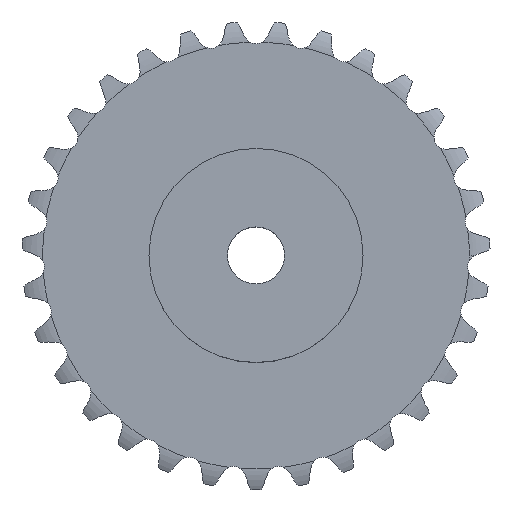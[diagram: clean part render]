
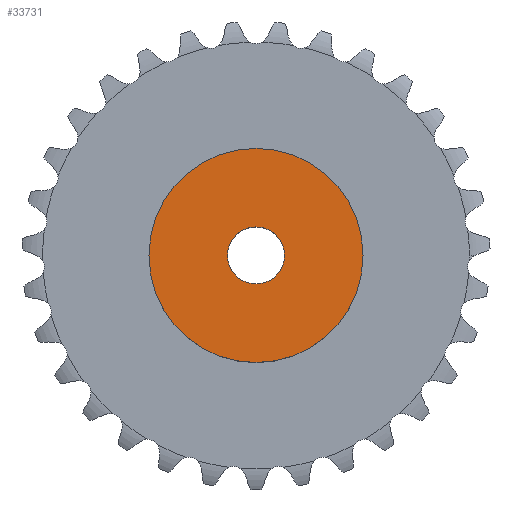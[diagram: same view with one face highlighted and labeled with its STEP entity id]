
A CAD part, top view. The second image highlights one B-rep face of the part: STEP entity #33731.
In plain terms, the highlighted planar face has unit normal (0, 0, 1).
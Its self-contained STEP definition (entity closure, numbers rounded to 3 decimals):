
#4011 = CYLINDRICAL_SURFACE('',#4012,15.);
#4012 = AXIS2_PLACEMENT_3D('',#4013,#4014,#4015);
#4013 = CARTESIAN_POINT('',(0.,0.,0.));
#4014 = DIRECTION('',(-0.,-0.,-1.));
#4015 = DIRECTION('',(1.,0.,0.));
#21466 = VERTEX_POINT('',#21467);
#21467 = CARTESIAN_POINT('',(15.,0.,16.));
#21488 = EDGE_CURVE('',#21466,#21466,#21489,.T.);
#21489 = SURFACE_CURVE('',#21490,(#21495,#21502),.PCURVE_S1.);
#21490 = CIRCLE('',#21491,15.);
#21491 = AXIS2_PLACEMENT_3D('',#21492,#21493,#21494);
#21492 = CARTESIAN_POINT('',(0.,0.,16.));
#21493 = DIRECTION('',(0.,0.,1.));
#21494 = DIRECTION('',(1.,0.,0.));
#21495 = PCURVE('',#4011,#21496);
#21496 = DEFINITIONAL_REPRESENTATION('',(#21497),#21501);
#21497 = LINE('',#21498,#21499);
#21498 = CARTESIAN_POINT('',(-0.,-16.));
#21499 = VECTOR('',#21500,1.);
#21500 = DIRECTION('',(-1.,0.));
#21501 = ( GEOMETRIC_REPRESENTATION_CONTEXT(2) 
PARAMETRIC_REPRESENTATION_CONTEXT() REPRESENTATION_CONTEXT('2D SPACE',''
  ) );
#21502 = PCURVE('',#21503,#21508);
#21503 = PLANE('',#21504);
#21504 = AXIS2_PLACEMENT_3D('',#21505,#21506,#21507);
#21505 = CARTESIAN_POINT('',(0.,0.,16.)
  );
#21506 = DIRECTION('',(0.,0.,1.));
#21507 = DIRECTION('',(1.,0.,0.));
#21508 = DEFINITIONAL_REPRESENTATION('',(#21509),#21513);
#21509 = CIRCLE('',#21510,15.);
#21510 = AXIS2_PLACEMENT_2D('',#21511,#21512);
#21511 = CARTESIAN_POINT('',(0.,0.));
#21512 = DIRECTION('',(1.,0.));
#21513 = ( GEOMETRIC_REPRESENTATION_CONTEXT(2) 
PARAMETRIC_REPRESENTATION_CONTEXT() REPRESENTATION_CONTEXT('2D SPACE',''
  ) );
#28648 = CYLINDRICAL_SURFACE('',#28649,4.);
#28649 = AXIS2_PLACEMENT_3D('',#28650,#28651,#28652);
#28650 = CARTESIAN_POINT('',(0.,0.,99.931));
#28651 = DIRECTION('',(0.,0.,1.));
#28652 = DIRECTION('',(1.,0.,0.));
#33731 = ADVANCED_FACE('',(#33732,#33735),#21503,.T.);
#33732 = FACE_BOUND('',#33733,.T.);
#33733 = EDGE_LOOP('',(#33734));
#33734 = ORIENTED_EDGE('',*,*,#21488,.T.);
#33735 = FACE_BOUND('',#33736,.T.);
#33736 = EDGE_LOOP('',(#33737));
#33737 = ORIENTED_EDGE('',*,*,#33738,.F.);
#33738 = EDGE_CURVE('',#33739,#33739,#33741,.T.);
#33739 = VERTEX_POINT('',#33740);
#33740 = CARTESIAN_POINT('',(4.,0.,16.));
#33741 = SURFACE_CURVE('',#33742,(#33747,#33754),.PCURVE_S1.);
#33742 = CIRCLE('',#33743,4.);
#33743 = AXIS2_PLACEMENT_3D('',#33744,#33745,#33746);
#33744 = CARTESIAN_POINT('',(0.,0.,16.));
#33745 = DIRECTION('',(0.,0.,1.));
#33746 = DIRECTION('',(1.,0.,0.));
#33747 = PCURVE('',#21503,#33748);
#33748 = DEFINITIONAL_REPRESENTATION('',(#33749),#33753);
#33749 = CIRCLE('',#33750,4.);
#33750 = AXIS2_PLACEMENT_2D('',#33751,#33752);
#33751 = CARTESIAN_POINT('',(0.,0.));
#33752 = DIRECTION('',(1.,0.));
#33753 = ( GEOMETRIC_REPRESENTATION_CONTEXT(2) 
PARAMETRIC_REPRESENTATION_CONTEXT() REPRESENTATION_CONTEXT('2D SPACE',''
  ) );
#33754 = PCURVE('',#28648,#33755);
#33755 = DEFINITIONAL_REPRESENTATION('',(#33756),#33760);
#33756 = LINE('',#33757,#33758);
#33757 = CARTESIAN_POINT('',(0.,-83.931));
#33758 = VECTOR('',#33759,1.);
#33759 = DIRECTION('',(1.,0.));
#33760 = ( GEOMETRIC_REPRESENTATION_CONTEXT(2) 
PARAMETRIC_REPRESENTATION_CONTEXT() REPRESENTATION_CONTEXT('2D SPACE',''
  ) );
